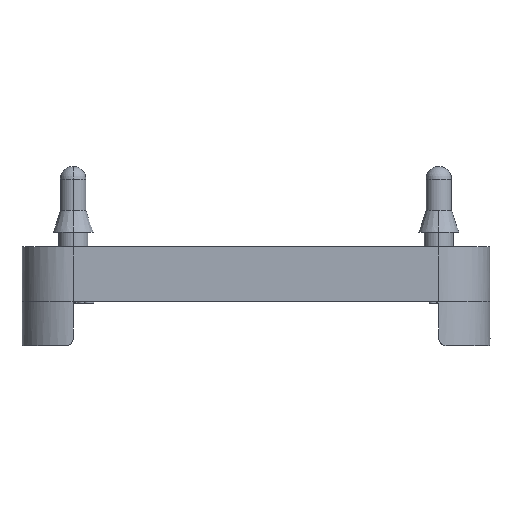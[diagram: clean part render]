
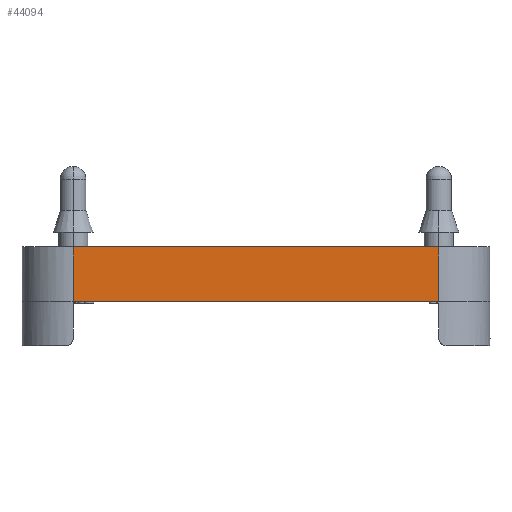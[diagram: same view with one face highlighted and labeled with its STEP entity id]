
A CAD part, left-side view. The second image highlights one B-rep face of the part: STEP entity #44094.
In plain terms, the highlighted planar face has unit normal (-1, 0, 0).
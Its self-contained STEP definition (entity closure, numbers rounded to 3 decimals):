
#943=CARTESIAN_POINT('',(-32.0,24.963,-2.0));
#944=VERTEX_POINT('',#943);
#3777=CARTESIAN_POINT('',(-32.,-24.963,-2.0));
#3778=VERTEX_POINT('',#3777);
#3786=CARTESIAN_POINT('',(-32.0,24.963,-2.0));
#3787=DIRECTION('',(0.0,-1.0,0.0));
#3788=VECTOR('',#3787,49.925);
#3789=LINE('',#3786,#3788);
#3790=EDGE_CURVE('',#944,#3778,#3789,.T.);
#43063=CARTESIAN_POINT('',(-32.,-25.0,-2.0));
#43064=VERTEX_POINT('',#43063);
#43074=CARTESIAN_POINT('',(-32.,-24.963,-2.0));
#43075=DIRECTION('',(0.0,-1.0,0.0));
#43076=VECTOR('',#43075,0.037);
#43077=LINE('',#43074,#43076);
#43078=EDGE_CURVE('',#3778,#43064,#43077,.T.);
#43141=CARTESIAN_POINT('',(-32.0,25.0,-2.0));
#43142=VERTEX_POINT('',#43141);
#43158=CARTESIAN_POINT('',(-32.0,25.0,-2.0));
#43159=DIRECTION('',(0.0,-1.0,0.0));
#43160=VECTOR('',#43159,0.037);
#43161=LINE('',#43158,#43160);
#43162=EDGE_CURVE('',#43142,#944,#43161,.T.);
#44062=CARTESIAN_POINT('',(-32.,-25.0,-2.0));
#44063=DIRECTION('',(-1.0,0.0,0.0));
#44064=DIRECTION('',(0.0,0.0,1.0));
#44065=AXIS2_PLACEMENT_3D('',#44062,#44063,#44064);
#44066=PLANE('',#44065);
#44067=CARTESIAN_POINT('',(-32.,-25.0,5.5));
#44068=VERTEX_POINT('',#44067);
#44069=CARTESIAN_POINT('',(-32.,-25.0,-2.0));
#44070=DIRECTION('',(0.0,0.0,1.0));
#44071=VECTOR('',#44070,7.5);
#44072=LINE('',#44069,#44071);
#44073=EDGE_CURVE('',#43064,#44068,#44072,.T.);
#44074=ORIENTED_EDGE('',*,*,#44073,.T.);
#44075=CARTESIAN_POINT('',(-32.0,25.0,5.5));
#44076=VERTEX_POINT('',#44075);
#44077=CARTESIAN_POINT('',(-32.,-25.0,5.5));
#44078=DIRECTION('',(0.0,1.0,0.0));
#44079=VECTOR('',#44078,50.0);
#44080=LINE('',#44077,#44079);
#44081=EDGE_CURVE('',#44068,#44076,#44080,.T.);
#44082=ORIENTED_EDGE('',*,*,#44081,.T.);
#44083=CARTESIAN_POINT('',(-32.0,25.0,-2.0));
#44084=DIRECTION('',(0.0,0.0,1.0));
#44085=VECTOR('',#44084,7.5);
#44086=LINE('',#44083,#44085);
#44087=EDGE_CURVE('',#43142,#44076,#44086,.T.);
#44088=ORIENTED_EDGE('',*,*,#44087,.F.);
#44089=ORIENTED_EDGE('',*,*,#43162,.T.);
#44090=ORIENTED_EDGE('',*,*,#3790,.T.);
#44091=ORIENTED_EDGE('',*,*,#43078,.T.);
#44092=EDGE_LOOP('',(#44074,#44082,#44088,#44089,#44090,#44091));
#44093=FACE_OUTER_BOUND('',#44092,.T.);
#44094=ADVANCED_FACE('',(#44093),#44066,.T.);
